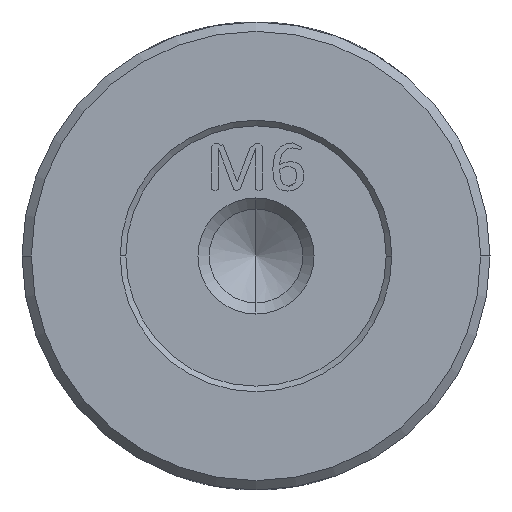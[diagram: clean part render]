
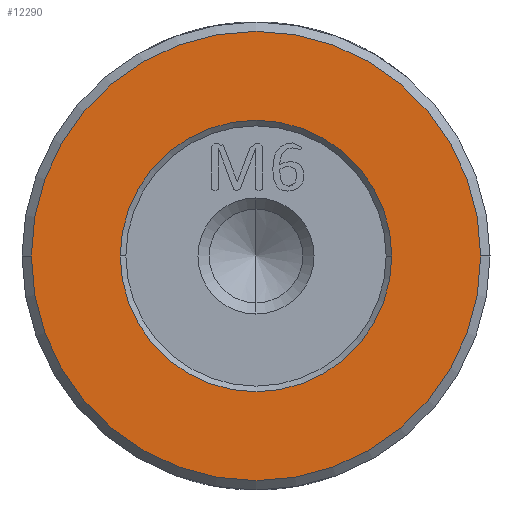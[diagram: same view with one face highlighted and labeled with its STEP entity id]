
A CAD part, left-side view. The second image highlights one B-rep face of the part: STEP entity #12290.
In plain terms, the highlighted planar face has unit normal (-1, 0, 0).
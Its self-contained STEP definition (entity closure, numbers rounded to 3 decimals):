
#673 = DIRECTION ( 'NONE',  ( 0., 1., 0. ) ) ;
#802 = EDGE_CURVE ( 'NONE', #6263, #13230, #9854, .T. ) ;
#842 = VERTEX_POINT ( 'NONE', #2381 ) ;
#857 = ORIENTED_EDGE ( 'NONE', *, *, #802, .T. ) ;
#923 = CARTESIAN_POINT ( 'NONE',  ( -478.902, 20.716, 5.873 ) ) ;
#1104 = VERTEX_POINT ( 'NONE', #12917 ) ;
#1669 = FACE_BOUND ( 'NONE', #10826, .T. ) ;
#1734 = PLANE ( 'NONE',  #13390 ) ;
#2002 = ORIENTED_EDGE ( 'NONE', *, *, #13104, .T. ) ;
#2381 = CARTESIAN_POINT ( 'NONE',  ( -478.902, 27.966, 5.873 ) ) ;
#3043 = DIRECTION ( 'NONE',  ( 0., -1., 0. ) ) ;
#3541 = ORIENTED_EDGE ( 'NONE', *, *, #9566, .T. ) ;
#4103 = DIRECTION ( 'NONE',  ( 1., 0., 0. ) ) ;
#4267 = DIRECTION ( 'NONE',  ( -1., 0., 0. ) ) ;
#4709 = AXIS2_PLACEMENT_3D ( 'NONE', #7965, #5681, #12431 ) ;
#4739 = CIRCLE ( 'NONE', #6136, 7.25 ) ;
#5681 = DIRECTION ( 'NONE',  ( -1., 0., 0. ) ) ;
#6082 = CARTESIAN_POINT ( 'NONE',  ( -478.902, 20.716, 5.873 ) ) ;
#6136 = AXIS2_PLACEMENT_3D ( 'NONE', #12712, #4103, #3043 ) ;
#6241 = CARTESIAN_POINT ( 'NONE',  ( -478.902, 20.716, 5.873 ) ) ;
#6263 = VERTEX_POINT ( 'NONE', #13496 ) ;
#6359 = CIRCLE ( 'NONE', #9987, 7.25 ) ;
#7965 = CARTESIAN_POINT ( 'NONE',  ( -478.902, 20.716, 5.873 ) ) ;
#7977 = ORIENTED_EDGE ( 'NONE', *, *, #13029, .T. ) ;
#9399 = EDGE_LOOP ( 'NONE', ( #3541, #857 ) ) ;
#9566 = EDGE_CURVE ( 'NONE', #13230, #6263, #10870, .T. ) ;
#9854 = CIRCLE ( 'NONE', #13478, 12. ) ;
#9987 = AXIS2_PLACEMENT_3D ( 'NONE', #6241, #10447, #11723 ) ;
#10424 = DIRECTION ( 'NONE',  ( -1., 0., 0. ) ) ;
#10447 = DIRECTION ( 'NONE',  ( 1., 0., 0. ) ) ;
#10826 = EDGE_LOOP ( 'NONE', ( #7977, #2002 ) ) ;
#10870 = CIRCLE ( 'NONE', #4709, 12. ) ;
#11482 = FACE_OUTER_BOUND ( 'NONE', #9399, .T. ) ;
#11723 = DIRECTION ( 'NONE',  ( 0., -1., 0. ) ) ;
#12290 = ADVANCED_FACE ( 'NONE', ( #1669, #11482 ), #1734, .T. ) ;
#12431 = DIRECTION ( 'NONE',  ( 0., -1., 0. ) ) ;
#12712 = CARTESIAN_POINT ( 'NONE',  ( -478.902, 20.716, 5.873 ) ) ;
#12917 = CARTESIAN_POINT ( 'NONE',  ( -478.902, 13.466, 5.873 ) ) ;
#13029 = EDGE_CURVE ( 'NONE', #1104, #842, #6359, .T. ) ;
#13104 = EDGE_CURVE ( 'NONE', #842, #1104, #4739, .T. ) ;
#13230 = VERTEX_POINT ( 'NONE', #13548 ) ;
#13390 = AXIS2_PLACEMENT_3D ( 'NONE', #6082, #10424, #673 ) ;
#13478 = AXIS2_PLACEMENT_3D ( 'NONE', #923, #4267, #13799 ) ;
#13496 = CARTESIAN_POINT ( 'NONE',  ( -478.902, 8.716, 5.873 ) ) ;
#13548 = CARTESIAN_POINT ( 'NONE',  ( -478.902, 32.716, 5.873 ) ) ;
#13799 = DIRECTION ( 'NONE',  ( 0., -1., 0. ) ) ;
